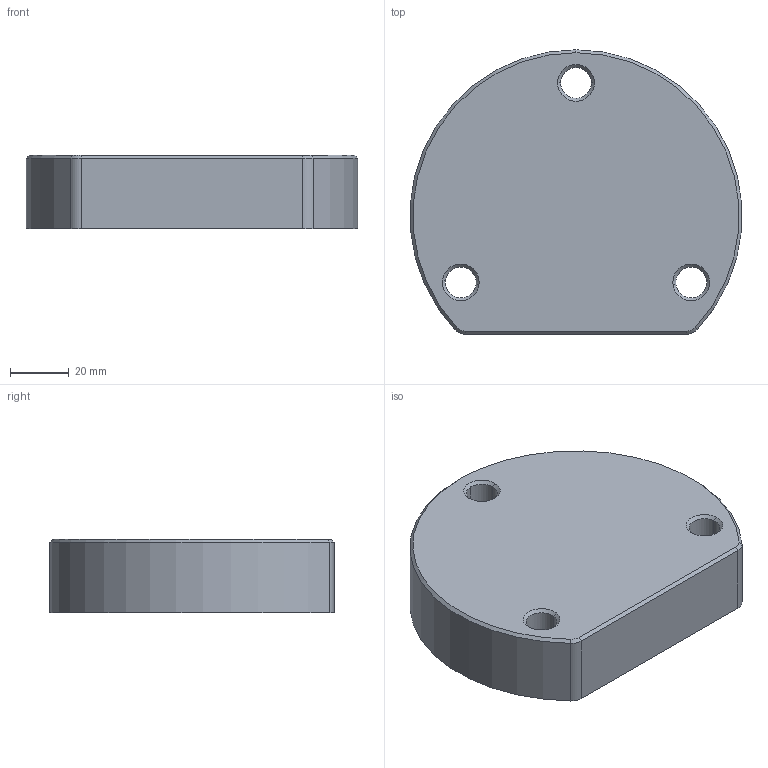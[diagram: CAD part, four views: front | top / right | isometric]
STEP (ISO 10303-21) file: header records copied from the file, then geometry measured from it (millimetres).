
FILE_DESCRIPTION(('CATIA V5 STEP Exchange'),'2;1');
FILE_NAME('couvercle.stp','2020-10-15T20:09:33+00:00',('none'),('none'),'CATIA Version 5 Release 21 SP 1 (IN-10)','CATIA V5 STEP AP203','none');
FILE_SCHEMA(('CONFIG_CONTROL_DESIGN'));
Length unit declared in the file: millimetre
Products named in the file (1): couvercle
Bounding box: 112.66 x 96.7 x 25 mm (x, y, z)
Volume: 165030 mm3; surface area: 32273.7 mm2
Topology: 1 solids, 1 shells, 40 faces, 99 edges, 63 vertices
Faces by surface type: cylinder 20, cone 14, plane 6
Entity records: 1165 total; most frequent: ORIENTED_EDGE 198, CARTESIAN_POINT 195, DIRECTION 163, EDGE_CURVE 99, AXIS2_PLACEMENT_3D 93, VERTEX_POINT 63, CIRCLE 60, EDGE_LOOP 48
